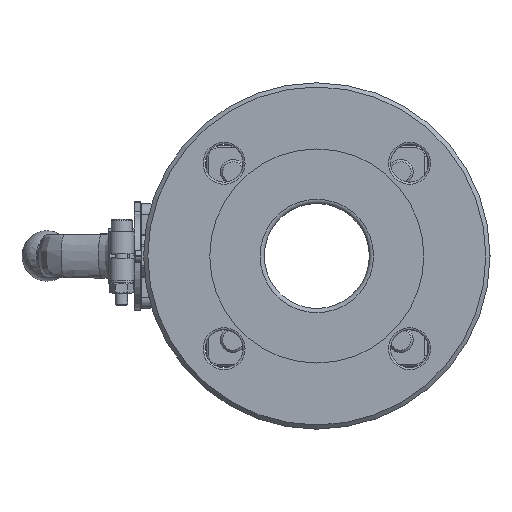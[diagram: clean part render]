
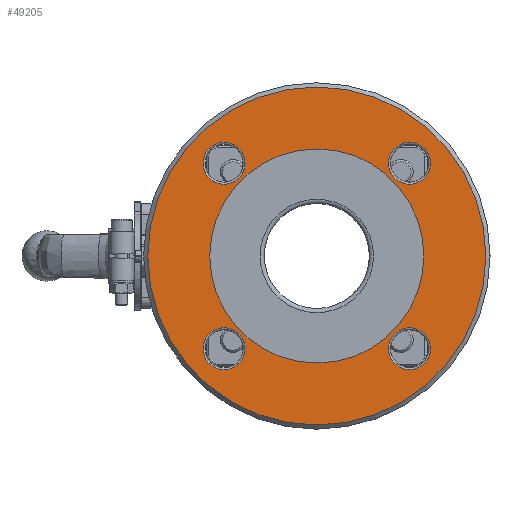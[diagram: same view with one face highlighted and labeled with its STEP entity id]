
A CAD part, left-side view. The second image highlights one B-rep face of the part: STEP entity #49205.
In plain terms, the highlighted planar face has unit normal (-1, 0, 0).
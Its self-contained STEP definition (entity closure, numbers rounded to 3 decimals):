
#195 = DIRECTION ( 'NONE',  ( 1., 0., 0. ) ) ;
#521 = DIRECTION ( 'NONE',  ( 0., 0., 1. ) ) ;
#594 = EDGE_LOOP ( 'NONE', ( #26885 ) ) ;
#1617 = CARTESIAN_POINT ( 'NONE',  ( -57.5, -9.194, 44.194 ) ) ;
#4111 = DIRECTION ( 'NONE',  ( -1., 0., 0. ) ) ;
#5403 = CIRCLE ( 'NONE', #45853, 10. ) ;
#6755 = DIRECTION ( 'NONE',  ( 0., 0., 1. ) ) ;
#7162 = VERTEX_POINT ( 'NONE', #39658 ) ;
#7428 = FACE_BOUND ( 'NONE', #36439, .T. ) ;
#7442 = DIRECTION ( 'NONE',  ( 0., 0., 1. ) ) ;
#8769 = CARTESIAN_POINT ( 'NONE',  ( -57.5, 100.75, 0. ) ) ;
#8808 = EDGE_CURVE ( 'NONE', #15745, #15745, #23826, .T. ) ;
#9370 = CARTESIAN_POINT ( 'NONE',  ( -57.5, -9.194, -34.194 ) ) ;
#12023 = CIRCLE ( 'NONE', #50710, 10. ) ;
#12148 = CARTESIAN_POINT ( 'NONE',  ( -57.5, 86., 0. ) ) ;
#12355 = PLANE ( 'NONE',  #21435 ) ;
#14417 = EDGE_LOOP ( 'NONE', ( #26043 ) ) ;
#14647 = EDGE_CURVE ( 'NONE', #24804, #24804, #48156, .T. ) ;
#14854 = CARTESIAN_POINT ( 'NONE',  ( -57.5, -9.194, 54.194 ) ) ;
#15049 = AXIS2_PLACEMENT_3D ( 'NONE', #43522, #35296, #34722 ) ;
#15345 = AXIS2_PLACEMENT_3D ( 'NONE', #1617, #35228, #43994 ) ;
#15416 = FACE_OUTER_BOUND ( 'NONE', #594, .T. ) ;
#15432 = CARTESIAN_POINT ( 'NONE',  ( -57.5, -9.194, -44.194 ) ) ;
#15745 = VERTEX_POINT ( 'NONE', #12148 ) ;
#18719 = EDGE_LOOP ( 'NONE', ( #35263 ) ) ;
#19563 = DIRECTION ( 'NONE',  ( 0., 0., 1. ) ) ;
#20498 = CIRCLE ( 'NONE', #52169, 10. ) ;
#20961 = CARTESIAN_POINT ( 'NONE',  ( -57.5, 115.5, 0. ) ) ;
#21435 = AXIS2_PLACEMENT_3D ( 'NONE', #8769, #4111, #521 ) ;
#21474 = CIRCLE ( 'NONE', #15345, 10. ) ;
#21944 = DIRECTION ( 'NONE',  ( 1., 0., 0. ) ) ;
#22214 = DIRECTION ( 'NONE',  ( 0., 1., 0. ) ) ;
#23826 = CIRCLE ( 'NONE', #15049, 51. ) ;
#24757 = FACE_BOUND ( 'NONE', #18719, .T. ) ;
#24804 = VERTEX_POINT ( 'NONE', #20961 ) ;
#25231 = CARTESIAN_POINT ( 'NONE',  ( -57.5, 79.194, -44.194 ) ) ;
#26043 = ORIENTED_EDGE ( 'NONE', *, *, #8808, .T. ) ;
#26885 = ORIENTED_EDGE ( 'NONE', *, *, #14647, .F. ) ;
#27171 = CARTESIAN_POINT ( 'NONE',  ( -57.5, 35., 0. ) ) ;
#27462 = EDGE_LOOP ( 'NONE', ( #30722 ) ) ;
#28897 = FACE_BOUND ( 'NONE', #27462, .T. ) ;
#30156 = EDGE_LOOP ( 'NONE', ( #42521 ) ) ;
#30501 = CARTESIAN_POINT ( 'NONE',  ( -57.5, 79.194, 44.194 ) ) ;
#30722 = ORIENTED_EDGE ( 'NONE', *, *, #49254, .T. ) ;
#31999 = EDGE_CURVE ( 'NONE', #47646, #47646, #5403, .T. ) ;
#33231 = AXIS2_PLACEMENT_3D ( 'NONE', #27171, #21944, #22214 ) ;
#34722 = DIRECTION ( 'NONE',  ( 0., 1., 0. ) ) ;
#34863 = ORIENTED_EDGE ( 'NONE', *, *, #31999, .T. ) ;
#35228 = DIRECTION ( 'NONE',  ( 1., 0., 0. ) ) ;
#35263 = ORIENTED_EDGE ( 'NONE', *, *, #44179, .T. ) ;
#35296 = DIRECTION ( 'NONE',  ( 1., 0., 0. ) ) ;
#36373 = FACE_BOUND ( 'NONE', #30156, .T. ) ;
#36439 = EDGE_LOOP ( 'NONE', ( #34863 ) ) ;
#39658 = CARTESIAN_POINT ( 'NONE',  ( -57.5, 79.194, -34.194 ) ) ;
#40498 = DIRECTION ( 'NONE',  ( 1., 0., 0. ) ) ;
#42521 = ORIENTED_EDGE ( 'NONE', *, *, #48403, .T. ) ;
#43522 = CARTESIAN_POINT ( 'NONE',  ( -57.5, 35., 0. ) ) ;
#43994 = DIRECTION ( 'NONE',  ( 0., 0., 1. ) ) ;
#44179 = EDGE_CURVE ( 'NONE', #7162, #7162, #12023, .T. ) ;
#44463 = DIRECTION ( 'NONE',  ( 1., 0., 0. ) ) ;
#45853 = AXIS2_PLACEMENT_3D ( 'NONE', #15432, #40498, #7442 ) ;
#47646 = VERTEX_POINT ( 'NONE', #9370 ) ;
#48156 = CIRCLE ( 'NONE', #33231, 80.5 ) ;
#48403 = EDGE_CURVE ( 'NONE', #52882, #52882, #20498, .T. ) ;
#48465 = CARTESIAN_POINT ( 'NONE',  ( -57.5, 79.194, 54.194 ) ) ;
#49205 = ADVANCED_FACE ( 'NONE', ( #15416, #36373, #28897, #7428, #24757, #50100 ), #12355, .T. ) ;
#49254 = EDGE_CURVE ( 'NONE', #52613, #52613, #21474, .T. ) ;
#50100 = FACE_BOUND ( 'NONE', #14417, .T. ) ;
#50710 = AXIS2_PLACEMENT_3D ( 'NONE', #25231, #195, #19563 ) ;
#52169 = AXIS2_PLACEMENT_3D ( 'NONE', #30501, #44463, #6755 ) ;
#52613 = VERTEX_POINT ( 'NONE', #14854 ) ;
#52882 = VERTEX_POINT ( 'NONE', #48465 ) ;
